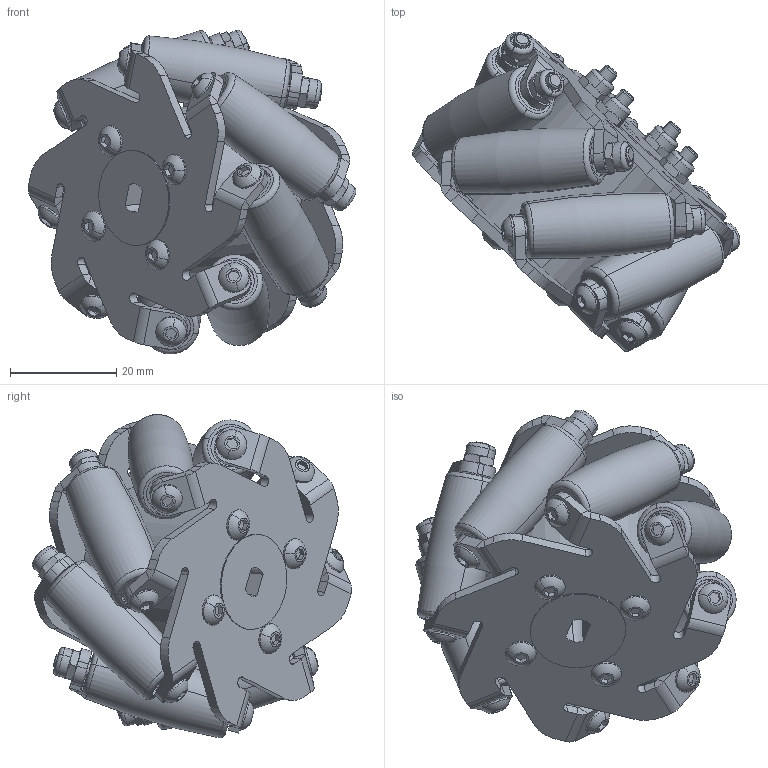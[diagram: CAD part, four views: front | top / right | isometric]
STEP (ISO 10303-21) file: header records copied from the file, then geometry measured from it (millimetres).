
FILE_DESCRIPTION (( 'STEP AP214' ), '1' );
FILE_NAME ('right.STEP', '2024-01-11T04:17:02', ( '' ), ( '' ), 'SwSTEP 2.0', 'SolidWorks 2018', '' );
FILE_SCHEMA (( 'AUTOMOTIVE_DESIGN' ));
Length unit declared in the file: inch
Products named in the file (6): right; MirrorMirrorRoller.STEP.STEP; MirrorMirrorshaft.STEP.STEP; MirrorMirrortorque nut 08_iso_ISO 10511-M3-N.STEP.STEP; MirrorMirrormecanum wheels.STEP.STEP; MirrorMirrorbolt.STEP.STEP
Assembly tree (35 placements, depth 2):
  right
    MirrorMirrormecanum wheels.STEP.STEP  x2
    MirrorMirrorshaft.STEP.STEP
    MirrorMirrorbolt.STEP.STEP  x12
    MirrorMirrorRoller.STEP.STEP  x8
    MirrorMirrortorque nut 08_iso_ISO 10511-M3-N.STEP.STEP  x12
Bounding box: 61.71 x 60.17 x 60.95 mm (x, y, z)
Volume: 53623.6 mm3; surface area: 33572.7 mm2
Topology: 35 solids, 35 shells, 1085 faces, 2435 edges, 1474 vertices
Faces by surface type: plane 430, cylinder 367, cone 192, torus 96
Entity records: 8122 total; most frequent: CARTESIAN_POINT 1521, DIRECTION 1426, ORIENTED_EDGE 1220, EDGE_CURVE 610, AXIS2_PLACEMENT_3D 551, VERTEX_POINT 376, LINE 324, VECTOR 324
